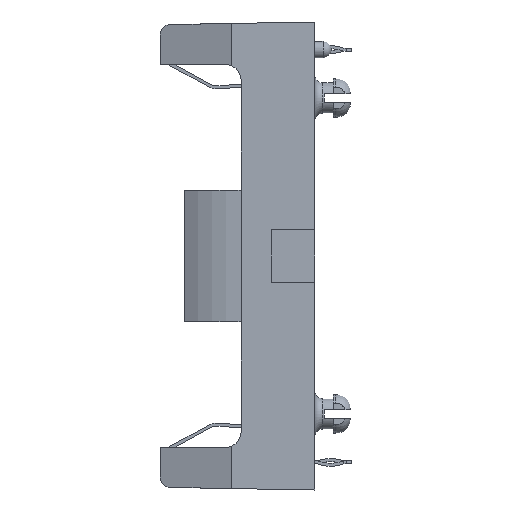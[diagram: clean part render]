
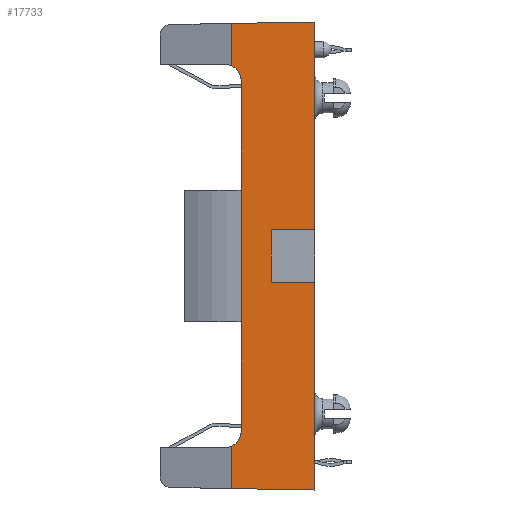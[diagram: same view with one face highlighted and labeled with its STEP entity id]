
A CAD part, left-side view. The second image highlights one B-rep face of the part: STEP entity #17733.
In plain terms, the highlighted planar face has unit normal (-1, 0, 0).
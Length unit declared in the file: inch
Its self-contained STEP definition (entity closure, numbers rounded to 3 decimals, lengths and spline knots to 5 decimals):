
#553 = EDGE_CURVE ( 'NONE', #22020, #31049, #1111, .T. ) ;
#914 = ORIENTED_EDGE ( 'NONE', *, *, #13948, .T. ) ;
#956 = ORIENTED_EDGE ( 'NONE', *, *, #21331, .T. ) ;
#1070 = LINE ( 'NONE', #36024, #22566 ) ;
#1111 = LINE ( 'NONE', #28212, #7675 ) ;
#1253 = ORIENTED_EDGE ( 'NONE', *, *, #25695, .F. ) ;
#1612 = VERTEX_POINT ( 'NONE', #35308 ) ;
#1791 = LINE ( 'NONE', #25830, #30735 ) ;
#2126 = DIRECTION ( 'NONE',  ( 0., 0., -1. ) ) ;
#2509 = VERTEX_POINT ( 'NONE', #18382 ) ;
#2759 = DIRECTION ( 'NONE',  ( 0., 0., -1. ) ) ;
#3183 = VERTEX_POINT ( 'NONE', #25510 ) ;
#3605 = CARTESIAN_POINT ( 'NONE',  ( -0.4065, 0., 0.728 ) ) ;
#4659 = ORIENTED_EDGE ( 'NONE', *, *, #14958, .T. ) ;
#4683 = DIRECTION ( 'NONE',  ( 0., 0., -1. ) ) ;
#4711 = ORIENTED_EDGE ( 'NONE', *, *, #24819, .T. ) ;
#6507 = VERTEX_POINT ( 'NONE', #36193 ) ;
#6898 = VERTEX_POINT ( 'NONE', #15765 ) ;
#7205 = AXIS2_PLACEMENT_3D ( 'NONE', #36343, #19539, #2759 ) ;
#7675 = VECTOR ( 'NONE', #27364, 39.37008 ) ;
#8424 = VECTOR ( 'NONE', #19389, 39.37008 ) ;
#9404 = DIRECTION ( 'NONE',  ( 0., 0., -1. ) ) ;
#10290 = EDGE_CURVE ( 'NONE', #31049, #6898, #28809, .T. ) ;
#10458 = DIRECTION ( 'NONE',  ( 0., 0., -1. ) ) ;
#10547 = VECTOR ( 'NONE', #30491, 39.37008 ) ;
#10923 = VERTEX_POINT ( 'NONE', #33014 ) ;
#11480 = VECTOR ( 'NONE', #30111, 39.37008 ) ;
#11678 = VERTEX_POINT ( 'NONE', #15990 ) ;
#11698 = DIRECTION ( 'NONE',  ( 0., 0., -1. ) ) ;
#12040 = DIRECTION ( 'NONE',  ( 0., 0., -1. ) ) ;
#12382 = VERTEX_POINT ( 'NONE', #35409 ) ;
#12818 = VERTEX_POINT ( 'NONE', #19148 ) ;
#13948 = EDGE_CURVE ( 'NONE', #12382, #24915, #31685, .T. ) ;
#13976 = EDGE_LOOP ( 'NONE', ( #1253, #19144, #14976, #15248, #27333, #4711, #23877, #4659, #15664, #15148, #914, #16077, #956, #33060 ) ) ;
#14958 = EDGE_CURVE ( 'NONE', #6507, #2509, #32919, .T. ) ;
#14976 = ORIENTED_EDGE ( 'NONE', *, *, #10290, .F. ) ;
#15148 = ORIENTED_EDGE ( 'NONE', *, *, #35941, .T. ) ;
#15248 = ORIENTED_EDGE ( 'NONE', *, *, #553, .F. ) ;
#15510 = CARTESIAN_POINT ( 'NONE',  ( -0.4065, 0.342, -0.666 ) ) ;
#15664 = ORIENTED_EDGE ( 'NONE', *, *, #34481, .T. ) ;
#15765 = CARTESIAN_POINT ( 'NONE',  ( -0.4065, 0., -0.88885 ) ) ;
#15791 = CARTESIAN_POINT ( 'NONE',  ( -0.4065, 0.28, 0.728 ) ) ;
#15867 = CIRCLE ( 'NONE', #7205, 0.062 ) ;
#15990 = CARTESIAN_POINT ( 'NONE',  ( -0.4065, 0.165, 0.1 ) ) ;
#16042 = AXIS2_PLACEMENT_3D ( 'NONE', #15510, #35135, #18353 ) ;
#16077 = ORIENTED_EDGE ( 'NONE', *, *, #27948, .T. ) ;
#16168 = VERTEX_POINT ( 'NONE', #17631 ) ;
#16270 = EDGE_CURVE ( 'NONE', #1612, #12818, #21414, .T. ) ;
#16749 = LINE ( 'NONE', #33369, #8424 ) ;
#17631 = CARTESIAN_POINT ( 'NONE',  ( -0.4065, 0.28, -0.25 ) ) ;
#17733 = ADVANCED_FACE ( 'NONE', ( #35396 ), #26185, .F. ) ;
#17739 = DIRECTION ( 'NONE',  ( 1., 0., 0. ) ) ;
#18353 = DIRECTION ( 'NONE',  ( 0., 0., -1. ) ) ;
#18382 = CARTESIAN_POINT ( 'NONE',  ( -0.4065, 0.316, 0.88333 ) ) ;
#18586 = VECTOR ( 'NONE', #2126, 39.37008 ) ;
#18813 = VECTOR ( 'NONE', #4683, 39.37008 ) ;
#18875 = CARTESIAN_POINT ( 'NONE',  ( -0.4065, 0.316, 0.89 ) ) ;
#19144 = ORIENTED_EDGE ( 'NONE', *, *, #35505, .T. ) ;
#19148 = CARTESIAN_POINT ( 'NONE',  ( -0.4065, 0.316, -0.72228 ) ) ;
#19389 = DIRECTION ( 'NONE',  ( 0., 0., 1. ) ) ;
#19539 = DIRECTION ( 'NONE',  ( 1., 0., 0. ) ) ;
#20090 = AXIS2_PLACEMENT_3D ( 'NONE', #23380, #17739, #9404 ) ;
#21147 = VECTOR ( 'NONE', #10458, 39.37008 ) ;
#21331 = EDGE_CURVE ( 'NONE', #16168, #1612, #26250, .T. ) ;
#21355 = VECTOR ( 'NONE', #12040, 39.37008 ) ;
#21365 = CARTESIAN_POINT ( 'NONE',  ( -0.4065, 0., 0.1 ) ) ;
#21414 = CIRCLE ( 'NONE', #16042, 0.062 ) ;
#21783 = CARTESIAN_POINT ( 'NONE',  ( -0.4065, -0.066, 0.89 ) ) ;
#22020 = VERTEX_POINT ( 'NONE', #25092 ) ;
#22566 = VECTOR ( 'NONE', #30263, 39.37008 ) ;
#22652 = VECTOR ( 'NONE', #24622, 39.37008 ) ;
#22869 = CARTESIAN_POINT ( 'NONE',  ( -0.4065, 0.28, 0.728 ) ) ;
#23380 = CARTESIAN_POINT ( 'NONE',  ( -0.4065, 0.28, 0.728 ) ) ;
#23514 = LINE ( 'NONE', #30276, #22652 ) ;
#23877 = ORIENTED_EDGE ( 'NONE', *, *, #30230, .F. ) ;
#24547 = CARTESIAN_POINT ( 'NONE',  ( -0.4065, 0.165, -0.1 ) ) ;
#24622 = DIRECTION ( 'NONE',  ( 0., 0., -1. ) ) ;
#24819 = EDGE_CURVE ( 'NONE', #11678, #34622, #1070, .T. ) ;
#24915 = VERTEX_POINT ( 'NONE', #25466 ) ;
#25092 = CARTESIAN_POINT ( 'NONE',  ( -0.4065, 0.165, -0.1 ) ) ;
#25178 = LINE ( 'NONE', #18875, #18586 ) ;
#25466 = CARTESIAN_POINT ( 'NONE',  ( -0.4065, 0.28, 0.25 ) ) ;
#25510 = CARTESIAN_POINT ( 'NONE',  ( -0.4065, 0.316, 0.72228 ) ) ;
#25695 = EDGE_CURVE ( 'NONE', #10923, #12818, #16749, .T. ) ;
#25830 = CARTESIAN_POINT ( 'NONE',  ( -0.4065, 0.28, 0.25 ) ) ;
#26185 = PLANE ( 'NONE',  #20090 ) ;
#26250 = LINE ( 'NONE', #15791, #18813 ) ;
#27262 = CARTESIAN_POINT ( 'NONE',  ( -0.4065, 0.587, -0.8786 ) ) ;
#27333 = ORIENTED_EDGE ( 'NONE', *, *, #32757, .F. ) ;
#27364 = DIRECTION ( 'NONE',  ( 0., -1., 0. ) ) ;
#27948 = EDGE_CURVE ( 'NONE', #24915, #16168, #1791, .T. ) ;
#28212 = CARTESIAN_POINT ( 'NONE',  ( -0.4065, 0.165, -0.1 ) ) ;
#28809 = LINE ( 'NONE', #3605, #21355 ) ;
#28872 = DIRECTION ( 'NONE',  ( 0., 0., -1. ) ) ;
#30111 = DIRECTION ( 'NONE',  ( 0., -1., -0.017 ) ) ;
#30230 = EDGE_CURVE ( 'NONE', #6507, #34622, #23514, .T. ) ;
#30263 = DIRECTION ( 'NONE',  ( 0., -1., 0. ) ) ;
#30276 = CARTESIAN_POINT ( 'NONE',  ( -0.4065, 0., 0.728 ) ) ;
#30491 = DIRECTION ( 'NONE',  ( 0., 1., -0.017 ) ) ;
#30735 = VECTOR ( 'NONE', #28872, 39.37008 ) ;
#30822 = VECTOR ( 'NONE', #11698, 39.37008 ) ;
#31049 = VERTEX_POINT ( 'NONE', #31105 ) ;
#31105 = CARTESIAN_POINT ( 'NONE',  ( -0.4065, 0., -0.1 ) ) ;
#31685 = LINE ( 'NONE', #22869, #30822 ) ;
#32757 = EDGE_CURVE ( 'NONE', #11678, #22020, #35185, .T. ) ;
#32919 = LINE ( 'NONE', #21783, #10547 ) ;
#33014 = CARTESIAN_POINT ( 'NONE',  ( -0.4065, 0.316, -0.88333 ) ) ;
#33060 = ORIENTED_EDGE ( 'NONE', *, *, #16270, .T. ) ;
#33369 = CARTESIAN_POINT ( 'NONE',  ( -0.4065, 0.316, -0.89 ) ) ;
#33861 = LINE ( 'NONE', #27262, #11480 ) ;
#34481 = EDGE_CURVE ( 'NONE', #2509, #3183, #25178, .T. ) ;
#34622 = VERTEX_POINT ( 'NONE', #21365 ) ;
#35135 = DIRECTION ( 'NONE',  ( 1., 0., 0. ) ) ;
#35185 = LINE ( 'NONE', #24547, #21147 ) ;
#35308 = CARTESIAN_POINT ( 'NONE',  ( -0.4065, 0.28, -0.666 ) ) ;
#35396 = FACE_OUTER_BOUND ( 'NONE', #13976, .T. ) ;
#35409 = CARTESIAN_POINT ( 'NONE',  ( -0.4065, 0.28, 0.666 ) ) ;
#35505 = EDGE_CURVE ( 'NONE', #10923, #6898, #33861, .T. ) ;
#35941 = EDGE_CURVE ( 'NONE', #3183, #12382, #15867, .T. ) ;
#36024 = CARTESIAN_POINT ( 'NONE',  ( -0.4065, 0.165, 0.1 ) ) ;
#36193 = CARTESIAN_POINT ( 'NONE',  ( -0.4065, 0., 0.88885 ) ) ;
#36343 = CARTESIAN_POINT ( 'NONE',  ( -0.4065, 0.342, 0.666 ) ) ;
